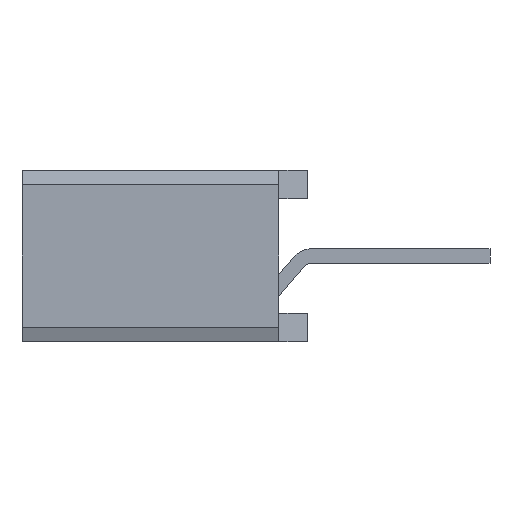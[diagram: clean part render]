
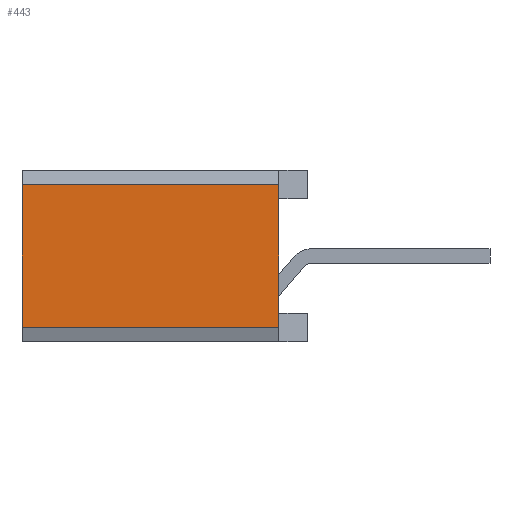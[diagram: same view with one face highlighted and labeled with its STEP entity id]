
A CAD part, left-side view. The second image highlights one B-rep face of the part: STEP entity #443.
In plain terms, the highlighted planar face has unit normal (-1, 0, 0).
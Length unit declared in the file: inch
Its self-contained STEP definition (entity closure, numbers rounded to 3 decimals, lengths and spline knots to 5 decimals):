
#443 = ADVANCED_FACE( '', ( #958 ), #959, .F. );
#958 = FACE_OUTER_BOUND( '', #1548, .T. );
#959 = PLANE( '', #1549 );
#1548 = EDGE_LOOP( '', ( #2707, #2708, #2709, #2710 ) );
#1549 = AXIS2_PLACEMENT_3D( '', #2711, #2712, #2713 );
#2707 = ORIENTED_EDGE( '', *, *, #4055, .T. );
#2708 = ORIENTED_EDGE( '', *, *, #4056, .T. );
#2709 = ORIENTED_EDGE( '', *, *, #3730, .T. );
#2710 = ORIENTED_EDGE( '', *, *, #3736, .F. );
#2711 = CARTESIAN_POINT( '', ( -0.25, 0.2, -0.06 ) );
#2712 = DIRECTION( '', ( 1., 0., 0. ) );
#2713 = DIRECTION( '', ( 0., 0., -1. ) );
#3730 = EDGE_CURVE( '', #4527, #4528, #4529, .T. );
#3736 = EDGE_CURVE( '', #4537, #4528, #4539, .T. );
#4055 = EDGE_CURVE( '', #4537, #5035, #5036, .T. );
#4056 = EDGE_CURVE( '', #5035, #4527, #5037, .T. );
#4527 = VERTEX_POINT( '', #5665 );
#4528 = VERTEX_POINT( '', #5666 );
#4529 = LINE( '', #5667, #5668 );
#4537 = VERTEX_POINT( '', #5679 );
#4539 = LINE( '', #5682, #5683 );
#5035 = VERTEX_POINT( '', #6423 );
#5036 = LINE( '', #6424, #6425 );
#5037 = LINE( '', #6426, #6427 );
#5665 = CARTESIAN_POINT( '', ( -0.25, 0.02, 0.05 ) );
#5666 = CARTESIAN_POINT( '', ( -0.25, 0.2, 0.05 ) );
#5667 = CARTESIAN_POINT( '', ( -0.25, 0.2, 0.05 ) );
#5668 = VECTOR( '', #6939, 39.37008 );
#5679 = CARTESIAN_POINT( '', ( -0.25, 0.2, -0.05 ) );
#5682 = CARTESIAN_POINT( '', ( -0.25, 0.2, -0.06 ) );
#5683 = VECTOR( '', #6944, 39.37008 );
#6423 = CARTESIAN_POINT( '', ( -0.25, 0.02, -0.05 ) );
#6424 = CARTESIAN_POINT( '', ( -0.25, 0.2, -0.05 ) );
#6425 = VECTOR( '', #7210, 39.37008 );
#6426 = CARTESIAN_POINT( '', ( -0.25, 0.02, -0.04 ) );
#6427 = VECTOR( '', #7211, 39.37008 );
#6939 = DIRECTION( '', ( 0., 1., 0. ) );
#6944 = DIRECTION( '', ( 0., 0., 1. ) );
#7210 = DIRECTION( '', ( 0., -1., 0. ) );
#7211 = DIRECTION( '', ( 0., 0., 1. ) );
